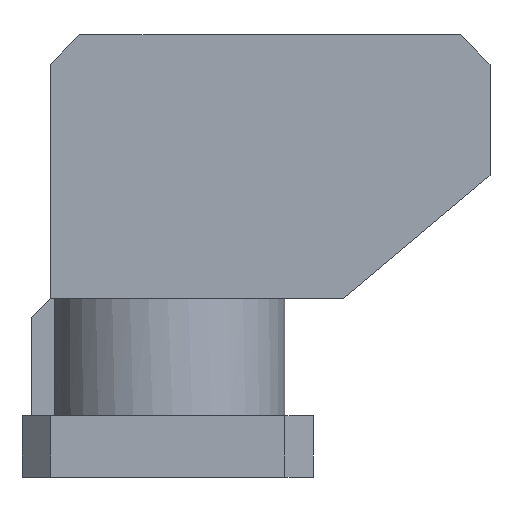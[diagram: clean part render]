
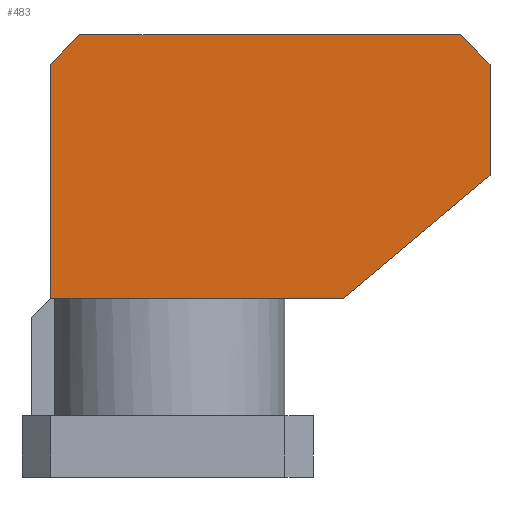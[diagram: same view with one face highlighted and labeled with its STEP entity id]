
A CAD part, front view. The second image highlights one B-rep face of the part: STEP entity #483.
In plain terms, the highlighted planar face has unit normal (0, -1, 0).
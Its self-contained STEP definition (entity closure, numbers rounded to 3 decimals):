
#20=CIRCLE('',#514,4.);
#36=FACE_OUTER_BOUND('',#63,.T.);
#63=EDGE_LOOP('',(#383,#384,#385,#386,#387,#388,#389,#390,#391));
#110=LINE('',#752,#172);
#112=LINE('',#756,#174);
#115=LINE('',#762,#177);
#116=LINE('',#764,#178);
#117=LINE('',#766,#179);
#118=LINE('',#767,#180);
#119=LINE('',#769,#181);
#120=LINE('',#770,#182);
#172=VECTOR('',#613,10.);
#174=VECTOR('',#617,10.);
#177=VECTOR('',#622,10.);
#178=VECTOR('',#623,10.);
#179=VECTOR('',#624,10.);
#180=VECTOR('',#625,10.);
#181=VECTOR('',#626,10.);
#182=VECTOR('',#627,10.);
#214=VERTEX_POINT('',#699);
#215=VERTEX_POINT('',#701);
#229=VERTEX_POINT('',#749);
#230=VERTEX_POINT('',#751);
#231=VERTEX_POINT('',#755);
#233=VERTEX_POINT('',#761);
#234=VERTEX_POINT('',#763);
#235=VERTEX_POINT('',#765);
#236=VERTEX_POINT('',#768);
#259=EDGE_CURVE('',#215,#214,#20,.T.);
#283=EDGE_CURVE('',#229,#230,#110,.T.);
#285=EDGE_CURVE('',#231,#230,#112,.T.);
#288=EDGE_CURVE('',#229,#233,#115,.T.);
#289=EDGE_CURVE('',#234,#233,#116,.T.);
#290=EDGE_CURVE('',#234,#235,#117,.T.);
#291=EDGE_CURVE('',#235,#215,#118,.T.);
#292=EDGE_CURVE('',#214,#236,#119,.T.);
#293=EDGE_CURVE('',#236,#231,#120,.T.);
#383=ORIENTED_EDGE('',*,*,#283,.F.);
#384=ORIENTED_EDGE('',*,*,#288,.T.);
#385=ORIENTED_EDGE('',*,*,#289,.F.);
#386=ORIENTED_EDGE('',*,*,#290,.T.);
#387=ORIENTED_EDGE('',*,*,#291,.T.);
#388=ORIENTED_EDGE('',*,*,#259,.T.);
#389=ORIENTED_EDGE('',*,*,#292,.T.);
#390=ORIENTED_EDGE('',*,*,#293,.T.);
#391=ORIENTED_EDGE('',*,*,#285,.T.);
#457=PLANE('',#528);
#483=ADVANCED_FACE('',(#36),#457,.T.);
#514=AXIS2_PLACEMENT_3D('',#702,#565,#566);
#528=AXIS2_PLACEMENT_3D('',#760,#620,#621);
#565=DIRECTION('center_axis',(0.,0.,1.));
#566=DIRECTION('ref_axis',(-1.,0.,0.));
#613=DIRECTION('',(0.707,0.,-0.707));
#617=DIRECTION('',(0.,0.,1.));
#620=DIRECTION('center_axis',(0.,-1.,0.));
#621=DIRECTION('ref_axis',(0.,0.,-1.));
#622=DIRECTION('',(-1.,0.,0.));
#623=DIRECTION('',(0.707,0.,0.707));
#624=DIRECTION('',(0.,0.,-1.));
#625=DIRECTION('',(1.,0.,0.));
#626=DIRECTION('',(1.,0.,0.));
#627=DIRECTION('',(0.766,0.,0.643));
#699=CARTESIAN_POINT('',(0.001,-4.,6.));
#701=CARTESIAN_POINT('',(-0.001,-4.,6.));
#702=CARTESIAN_POINT('Origin',(0.,0.,6.));
#749=CARTESIAN_POINT('',(10.,-4.,15.));
#751=CARTESIAN_POINT('',(11.,-4.,14.));
#752=CARTESIAN_POINT('',(9.625,-4.,15.375));
#755=CARTESIAN_POINT('',(11.,-4.,10.195));
#756=CARTESIAN_POINT('',(11.,-4.,11.));
#760=CARTESIAN_POINT('Origin',(3.5,-4.,11.));
#761=CARTESIAN_POINT('',(-3.,-4.,15.));
#762=CARTESIAN_POINT('',(11.,-4.,15.));
#763=CARTESIAN_POINT('',(-4.,-4.,14.));
#764=CARTESIAN_POINT('',(-2.625,-4.,15.375));
#765=CARTESIAN_POINT('',(-4.,-4.,6.));
#766=CARTESIAN_POINT('',(-4.,-4.,17.));
#767=CARTESIAN_POINT('',(-4.,-4.,6.));
#768=CARTESIAN_POINT('',(6.,-4.,6.));
#769=CARTESIAN_POINT('',(-4.,-4.,6.));
#770=CARTESIAN_POINT('',(4.917,-4.,5.091));
